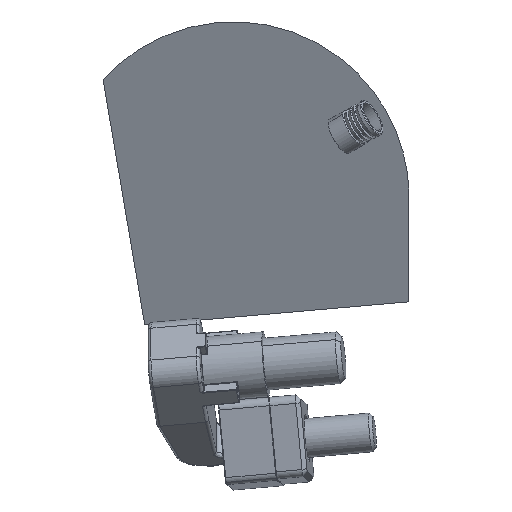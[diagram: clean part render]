
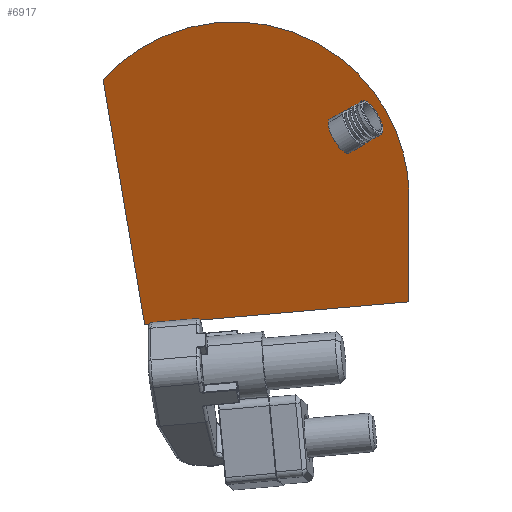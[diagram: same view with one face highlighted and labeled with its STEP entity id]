
A CAD part, left-side view. The second image highlights one B-rep face of the part: STEP entity #6917.
In plain terms, the highlighted planar face has unit normal (0.936, -0.051, 0.348).
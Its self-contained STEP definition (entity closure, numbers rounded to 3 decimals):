
#106 = EDGE_CURVE ( 'NONE', #7485, #5873, #4437, .T. ) ;
#334 = DIRECTION ( 'NONE',  ( -0.936, 0.051, -0.348 ) ) ;
#527 = DIRECTION ( 'NONE',  ( 0.087, 0.992, -0.087 ) ) ;
#568 = ORIENTED_EDGE ( 'NONE', *, *, #4831, .T. ) ;
#626 = CARTESIAN_POINT ( 'NONE',  ( 62.376, -58.364, -13.313 ) ) ;
#858 = EDGE_LOOP ( 'NONE', ( #568, #3007, #2101, #3503, #6340 ) ) ;
#972 = AXIS2_PLACEMENT_3D ( 'NONE', #2677, #334, #1492 ) ;
#1225 = PLANE ( 'NONE',  #972 ) ;
#1402 = FACE_OUTER_BOUND ( 'NONE', #858, .T. ) ;
#1492 = DIRECTION ( 'NONE',  ( -0.348, 0., 0.937 ) ) ;
#1570 = EDGE_CURVE ( 'NONE', #2789, #7485, #5718, .T. ) ;
#1898 = CARTESIAN_POINT ( 'NONE',  ( 65.12, -27., -16.057 ) ) ;
#2062 = LINE ( 'NONE', #2336, #5107 ) ;
#2077 = EDGE_CURVE ( 'NONE', #7769, #2789, #7211, .T. ) ;
#2101 = ORIENTED_EDGE ( 'NONE', *, *, #1570, .T. ) ;
#2251 = DIRECTION ( 'NONE',  ( -0.336, 0.158, 0.928 ) ) ;
#2336 = CARTESIAN_POINT ( 'NONE',  ( 62.376, -58.364, -13.313 ) ) ;
#2677 = CARTESIAN_POINT ( 'NONE',  ( 62.376, -58.364, -13.313 ) ) ;
#2789 = VERTEX_POINT ( 'NONE', #5126 ) ;
#2793 = CARTESIAN_POINT ( 'NONE',  ( 55.021, 20.048, 18.085 ) ) ;
#3007 = ORIENTED_EDGE ( 'NONE', *, *, #2077, .T. ) ;
#3503 = ORIENTED_EDGE ( 'NONE', *, *, #106, .T. ) ;
#4010 = VECTOR ( 'NONE', #2251, 1000. ) ;
#4067 = CARTESIAN_POINT ( 'NONE',  ( 48.251, -27., 29.346 ) ) ;
#4437 = LINE ( 'NONE', #7156, #6606 ) ;
#4831 = EDGE_CURVE ( 'NONE', #6262, #7769, #5609, .T. ) ;
#5107 = VECTOR ( 'NONE', #527, 1000. ) ;
#5126 = CARTESIAN_POINT ( 'NONE',  ( 55.021, 20.048, 18.085 ) ) ;
#5320 = DIRECTION ( 'NONE',  ( 0.348, 0., -0.937 ) ) ;
#5455 = DIRECTION ( 'NONE',  ( 0.087, 0.992, -0.087 ) ) ;
#5609 = LINE ( 'NONE', #626, #6088 ) ;
#5718 =( BOUNDED_CURVE ( )  B_SPLINE_CURVE ( 3, ( #2793, #7746, #4067, #7714 ),
 .UNSPECIFIED., .F., .F. ) 
 B_SPLINE_CURVE_WITH_KNOTS ( ( 4, 4 ),
 ( 5.299, 7.707 ),
 .UNSPECIFIED. ) 
 CURVE ( )  GEOMETRIC_REPRESENTATION_ITEM ( )  RATIONAL_B_SPLINE_CURVE ( ( 1., 0.573, 0.573, 1. ) ) 
 REPRESENTATION_ITEM ( '' )  );
#5723 = CARTESIAN_POINT ( 'NONE',  ( 59.154, -27., 0. ) ) ;
#5873 = VERTEX_POINT ( 'NONE', #1898 ) ;
#5891 = CARTESIAN_POINT ( 'NONE',  ( 69.819, 13.101, -22.769 ) ) ;
#5968 = CARTESIAN_POINT ( 'NONE',  ( 68.675, 13.638, -19.612 ) ) ;
#6088 = VECTOR ( 'NONE', #5455, 1000. ) ;
#6216 = EDGE_CURVE ( 'NONE', #5873, #6262, #2062, .T. ) ;
#6262 = VERTEX_POINT ( 'NONE', #7114 ) ;
#6340 = ORIENTED_EDGE ( 'NONE', *, *, #6216, .T. ) ;
#6606 = VECTOR ( 'NONE', #5320, 1000. ) ;
#6917 = ADVANCED_FACE ( 'NONE', ( #1402 ), #1225, .F. ) ;
#7114 = CARTESIAN_POINT ( 'NONE',  ( 67.719, 2.706, -18.656 ) ) ;
#7156 = CARTESIAN_POINT ( 'NONE',  ( 63.891, -27., -12.75 ) ) ;
#7211 = LINE ( 'NONE', #5891, #4010 ) ;
#7485 = VERTEX_POINT ( 'NONE', #5723 ) ;
#7714 = CARTESIAN_POINT ( 'NONE',  ( 59.154, -27., 0. ) ) ;
#7746 = CARTESIAN_POINT ( 'NONE',  ( 45.844, 0.392, 39.875 ) ) ;
#7769 = VERTEX_POINT ( 'NONE', #5968 ) ;
